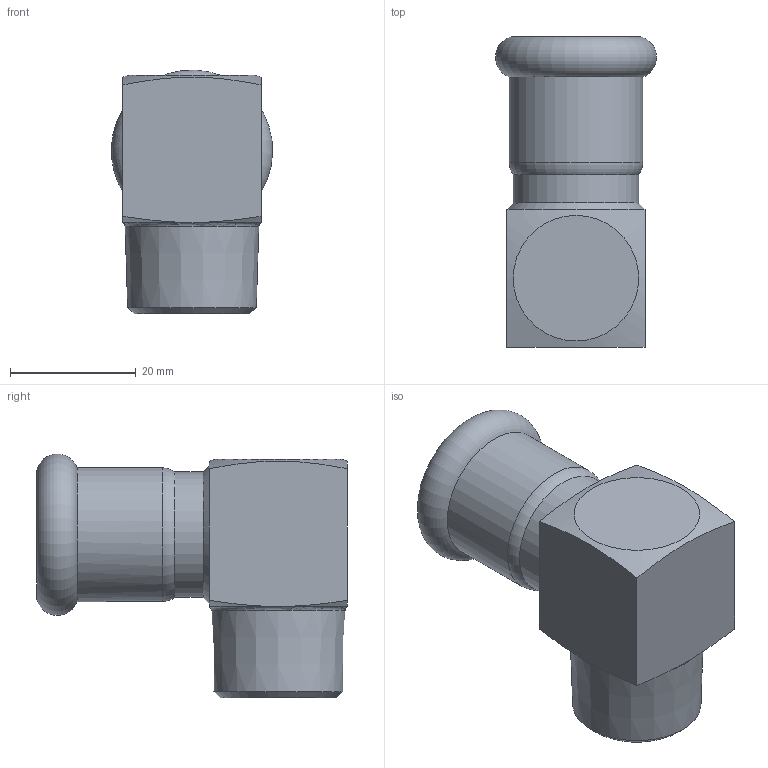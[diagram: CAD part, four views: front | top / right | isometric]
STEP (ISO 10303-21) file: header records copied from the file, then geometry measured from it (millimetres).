
FILE_DESCRIPTION(/* description */ ('GOMITO MISTO 90° MF 1/2"x18'),/* implementation_level */ '2;1');
FILE_NAME(/* name */ '385102018_Steelpres.stp',/* time_stamp */ '2022-10-21T14:22:42+02:00',/* author */ ('Vault'),/* organization */ ('Raccorderie metalliche s.p.a. '),/* preprocessor_version */ 'ST-DEVELOPER v18.1',/* originating_system */ 'Autodesk Inventor 2020',/* authorisation */ 'Raccorderie metalliche s.p.a. ');
FILE_SCHEMA (('AUTOMOTIVE_DESIGN { 1 0 10303 214 3 1 1 }'));
Length unit declared in the file: millimetre
Products named in the file (1): 385102018_Steelpres
Bounding box: 25.68 x 49.5 x 38.84 mm (x, y, z)
Volume: 12500.8 mm3; surface area: 9078.1 mm2
Topology: 1 solids, 2 shells, 39 faces, 116 edges, 81 vertices
Faces by surface type: cylinder 12, cone 12, plane 9, torus 6
Full cylindrical faces by diameter (mm): 15 x1, 17 x1, 18.3 x1, 18.7 x2, 20 x2, 20.5 x1, 21.3 x1
Entity records: 1448 total; most frequent: CARTESIAN_POINT 319, DIRECTION 251, ORIENTED_EDGE 230, EDGE_CURVE 115, AXIS2_PLACEMENT_3D 114, VERTEX_POINT 81, CIRCLE 70, EDGE_LOOP 44
